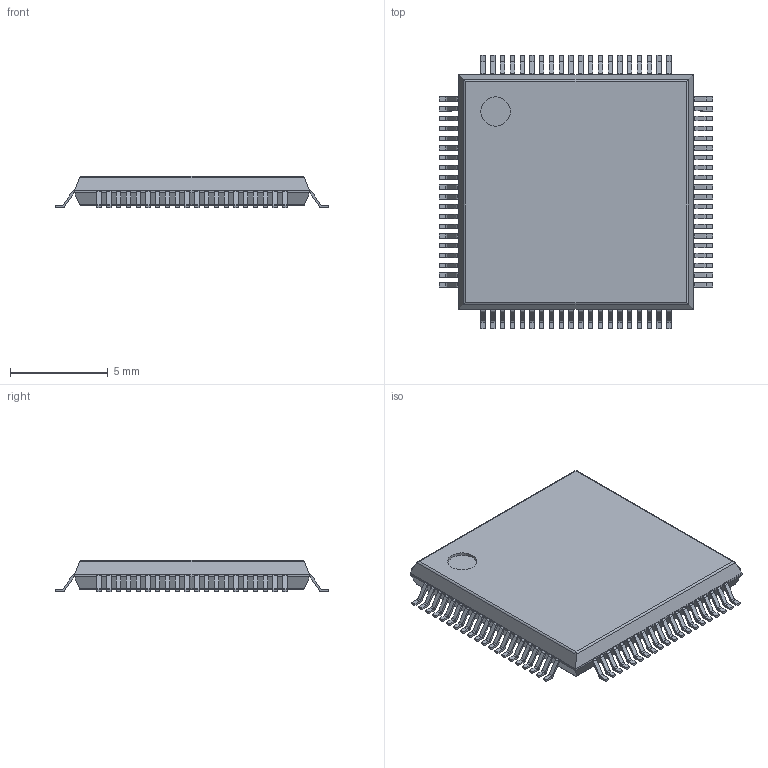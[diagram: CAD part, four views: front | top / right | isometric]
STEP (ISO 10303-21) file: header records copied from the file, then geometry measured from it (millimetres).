
FILE_DESCRIPTION(('FreeCAD Model'),'2;1');
FILE_NAME('15881701.2.1.stp','2022-02-20T05:18:57',( 'Author'),(''),'Open CASCADE STEP processor 6.9','FreeCAD','Unknown' );
FILE_SCHEMA(('AUTOMOTIVE_DESIGN { 1 0 10303 214 1 1 1 1 }'));
Length unit declared in the file: millimetre
Products named in the file (4): ASSEMBLY; Body; PinsArrayLR; PinsArrayTB
Assembly tree (3 placements, depth 2):
  ASSEMBLY
    Body
    PinsArrayLR
    PinsArrayTB
Bounding box: 14 x 14 x 1.6 mm (x, y, z)
Volume: 209.2 mm3; surface area: 413.5 mm2
Topology: 81 solids, 81 shells, 1064 faces, 2687 edges, 1786 vertices
Faces by surface type: plane 815, cylinder 249
Full cylindrical faces by diameter (mm): 1.5 x1
Entity records: 67938 total; most frequent: CARTESIAN_POINT 12643, DIRECTION 10271, LINE 6913, VECTOR 6913, ORIENTED_EDGE 5374, PCURVE 5374, DEFINITIONAL_REPRESENTATION 5374, EDGE_CURVE 2687
